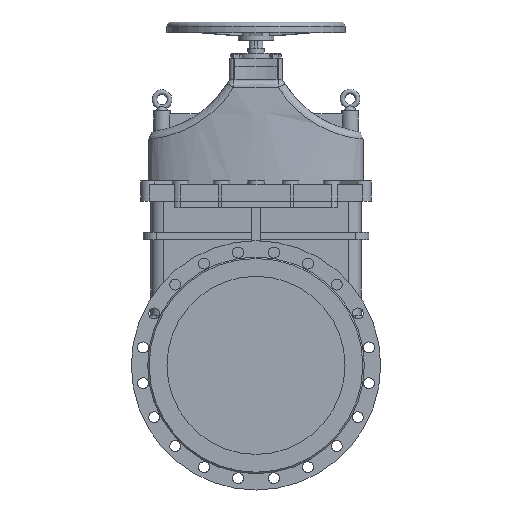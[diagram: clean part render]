
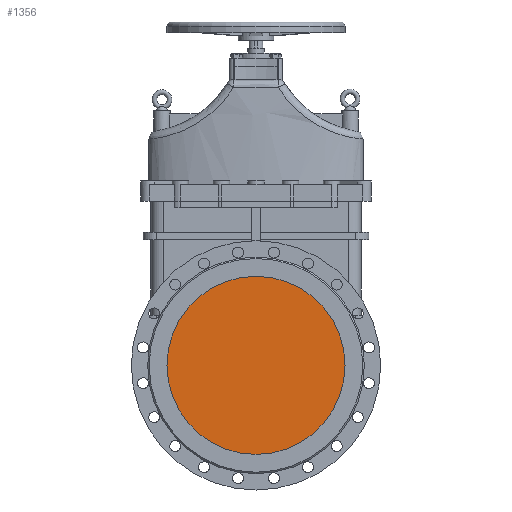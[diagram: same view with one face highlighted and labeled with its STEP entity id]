
A CAD part, left-side view. The second image highlights one B-rep face of the part: STEP entity #1356.
In plain terms, the highlighted planar face has unit normal (-1, 0, 0).
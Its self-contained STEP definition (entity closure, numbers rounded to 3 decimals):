
#1356=ADVANCED_FACE('',(#61743),#61745,.T.);
#61743=FACE_BOUND('',#61744,.T.);
#61744=EDGE_LOOP('',(#100732));
#61745=PLANE('',#61746);
#61746=AXIS2_PLACEMENT_3D('',#61747,#61748,#61749);
#61747=CARTESIAN_POINT('',(144827.35,-15614.626,306.183));
#61748=DIRECTION('',(-1.,0.,0.));
#61749=DIRECTION('',(0.,-1.,0.));
#100732=ORIENTED_EDGE('',*,*,#133233,.T.);
#133233=EDGE_CURVE('',#149994,#149994,#149995,.T.);
#149994=VERTEX_POINT('',#182770);
#149995=CIRCLE('',#182771,301.934);
#182770=CARTESIAN_POINT('',(144827.35,-15891.245,185.163));
#182771=AXIS2_PLACEMENT_3D('',#182772,#182773,#182774);
#182772=CARTESIAN_POINT('',(144827.35,-15614.626,306.183));
#182773=DIRECTION('',(-1.,0.,0.));
#182774=DIRECTION('',(0.,0.,1.));
